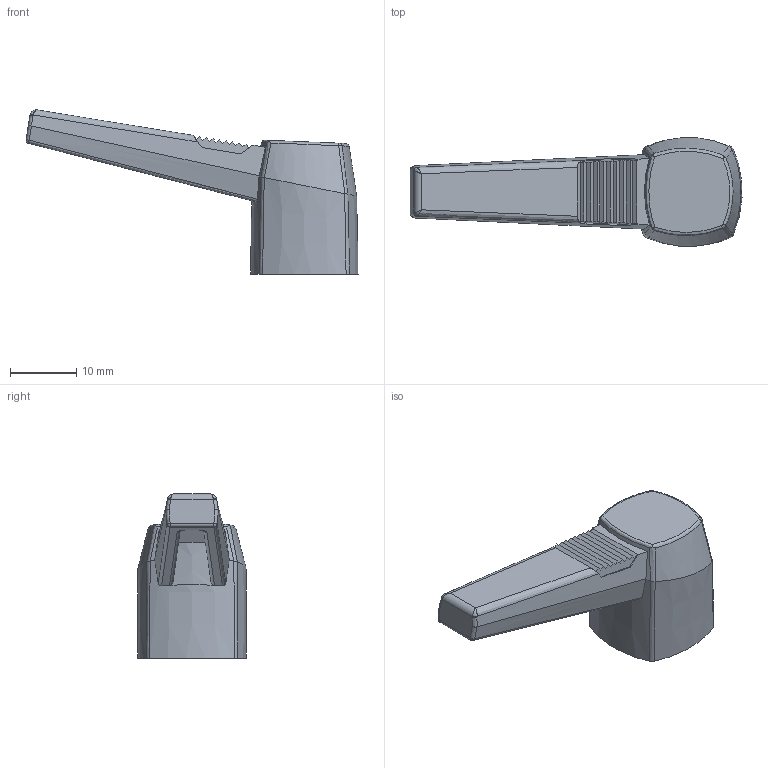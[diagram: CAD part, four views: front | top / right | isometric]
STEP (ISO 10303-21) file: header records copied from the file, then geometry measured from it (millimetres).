
FILE_DESCRIPTION( ( 'Unknown' ), '1' );
FILE_NAME( '6351010_KFB42_M05.stp', 'Unknown', ( 'Unknown' ), ( 'Unknown' ), 'PSStep 14.0', 'Unknown', ' ' );
FILE_SCHEMA( ( 'AUTOMOTIVE_DESIGN { 1 0 10303 214 1 1 1 1 }' ) );
Length unit declared in the file: millimetre
Products named in the file (1): 6351010
Bounding box: 49.96 x 16.38 x 24.71 mm (x, y, z)
Volume: 5488 mm3; surface area: 2936.6 mm2
Topology: 1 solids, 1 shells, 93 faces, 254 edges, 162 vertices
Faces by surface type: bspline 40, plane 39, cylinder 10, cone 2, sphere 2
Full cylindrical faces by diameter (mm): 4.134 x2, 7 x1
Entity records: 6618 total; most frequent: CARTESIAN_POINT 3925, ORIENTED_EDGE 488, DIRECTION 257, EDGE_CURVE 244, VERTEX_POINT 160, B_SPLINE_CURVE_WITH_KNOTS 123, EDGE_LOOP 99, FACE_OUTER_BOUND 96
